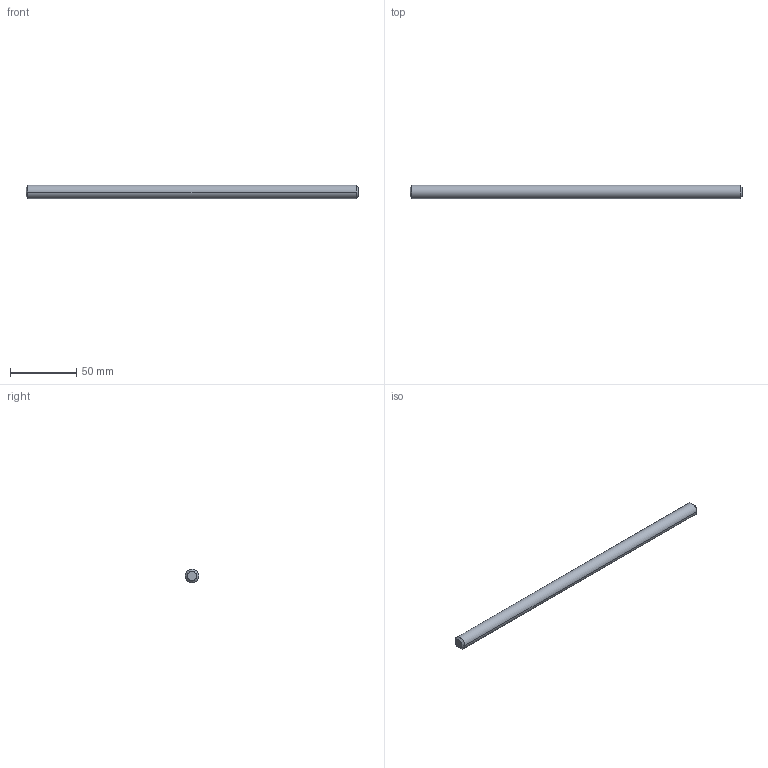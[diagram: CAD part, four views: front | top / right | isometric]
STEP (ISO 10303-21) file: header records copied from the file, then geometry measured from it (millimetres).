
FILE_DESCRIPTION(('CATIA V5 STEP Exchange'),'2;1');
FILE_NAME('PTRS1601 (1 piece).stp','2014-05-30T15:59:02+00:00',('none'),('none'),'CATIA Version 5 Release 20 SP 6 (IN-10)','CATIA V5 STEP AP203','none');
FILE_SCHEMA(('CONFIG_CONTROL_DESIGN'));
Length unit declared in the file: millimetre
Products named in the file (1): 861007_001_00_TIRANTE_ACCIAIO_INOX_BARRE_120_A_200_____3PA
Bounding box: 250 x 10 x 10 mm (x, y, z)
Volume: 19571.3 mm3; surface area: 7950 mm2
Topology: 1 solids, 1 shells, 8 faces, 14 edges, 8 vertices
Faces by surface type: cone 4, plane 2, cylinder 2
Entity records: 223 total; most frequent: CARTESIAN_POINT 30, DIRECTION 28, ORIENTED_EDGE 28, AXIS2_PLACEMENT_3D 16, EDGE_CURVE 14, ADVANCED_FACE 8, CIRCLE 8, EDGE_LOOP 8
